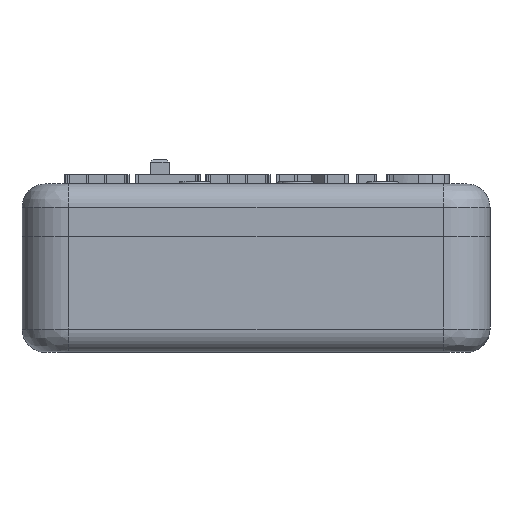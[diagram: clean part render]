
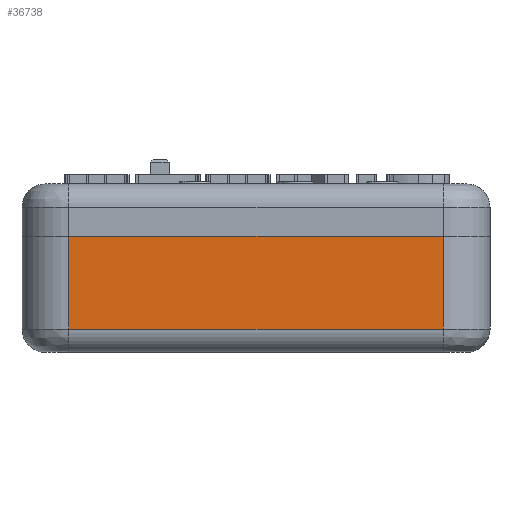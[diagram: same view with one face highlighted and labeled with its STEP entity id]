
A CAD part, left-side view. The second image highlights one B-rep face of the part: STEP entity #36738.
In plain terms, the highlighted planar face has unit normal (-1, 0, 0).
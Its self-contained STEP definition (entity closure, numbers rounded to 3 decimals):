
#3075=FACE_OUTER_BOUND('',#5149,.T.);
#5149=EDGE_LOOP('',(#28148,#28149,#28150,#28151));
#7833=LINE('',#59276,#11875);
#7834=LINE('',#59279,#11876);
#7835=LINE('',#59281,#11877);
#7836=LINE('',#59282,#11878);
#11875=VECTOR('',#42727,10.);
#11876=VECTOR('',#42730,10.);
#11877=VECTOR('',#42731,10.);
#11878=VECTOR('',#42732,10.);
#16016=VERTEX_POINT('',#59272);
#16017=VERTEX_POINT('',#59274);
#16018=VERTEX_POINT('',#59278);
#16019=VERTEX_POINT('',#59280);
#20359=EDGE_CURVE('',#16017,#16016,#7833,.T.);
#20360=EDGE_CURVE('',#16016,#16018,#7834,.T.);
#20361=EDGE_CURVE('',#16019,#16017,#7835,.T.);
#20362=EDGE_CURVE('',#16018,#16019,#7836,.T.);
#28148=ORIENTED_EDGE('',*,*,#20360,.F.);
#28149=ORIENTED_EDGE('',*,*,#20359,.F.);
#28150=ORIENTED_EDGE('',*,*,#20361,.F.);
#28151=ORIENTED_EDGE('',*,*,#20362,.F.);
#34084=PLANE('',#38552);
#36738=ADVANCED_FACE('',(#3075),#34084,.T.);
#38552=AXIS2_PLACEMENT_3D('',#59277,#42728,#42729);
#42727=DIRECTION('',(0.,0.,1.));
#42728=DIRECTION('center_axis',(-1.,0.,0.));
#42729=DIRECTION('ref_axis',(0.,-1.,0.));
#42730=DIRECTION('',(0.,-1.,0.));
#42731=DIRECTION('',(0.,1.,0.));
#42732=DIRECTION('',(0.,0.,-1.));
#59272=CARTESIAN_POINT('',(0.,0.,14.));
#59274=CARTESIAN_POINT('',(0.,0.,4.1));
#59276=CARTESIAN_POINT('',(0.,0.,1.6));
#59277=CARTESIAN_POINT('Origin',(0.,5.,1.6));
#59278=CARTESIAN_POINT('',(0.,-40.,14.));
#59279=CARTESIAN_POINT('',(0.,-7.5,14.));
#59280=CARTESIAN_POINT('',(0.,-40.,4.1));
#59281=CARTESIAN_POINT('',(0.,-7.5,4.1));
#59282=CARTESIAN_POINT('',(0.,-40.,1.6));
